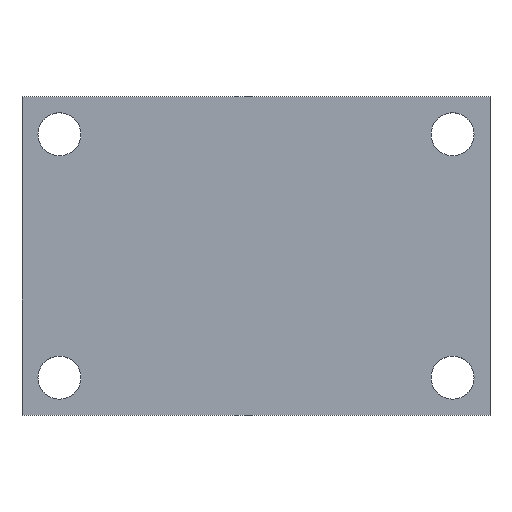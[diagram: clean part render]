
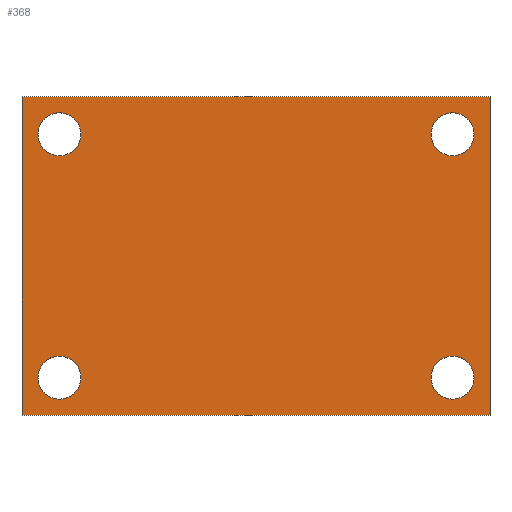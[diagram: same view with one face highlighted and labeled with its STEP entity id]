
A CAD part, top view. The second image highlights one B-rep face of the part: STEP entity #368.
In plain terms, the highlighted planar face has unit normal (0, 0, 1).
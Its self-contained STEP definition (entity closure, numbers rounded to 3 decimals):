
#22=FACE_BOUND('',#82,.T.);
#23=FACE_BOUND('',#83,.T.);
#24=FACE_BOUND('',#84,.T.);
#25=FACE_BOUND('',#85,.T.);
#36=PLANE('',#417);
#55=FACE_OUTER_BOUND('',#81,.T.);
#81=EDGE_LOOP('',(#334,#335,#336,#337));
#82=EDGE_LOOP('',(#338));
#83=EDGE_LOOP('',(#339));
#84=EDGE_LOOP('',(#340));
#85=EDGE_LOOP('',(#341));
#110=LINE('',#608,#142);
#113=LINE('',#613,#145);
#115=LINE('',#617,#147);
#117=LINE('',#620,#149);
#142=VECTOR('',#506,10.);
#145=VECTOR('',#511,10.);
#147=VECTOR('',#515,10.);
#149=VECTOR('',#519,10.);
#162=CIRCLE('',#406,1.15);
#163=CIRCLE('',#408,1.15);
#164=CIRCLE('',#410,1.15);
#165=CIRCLE('',#412,1.15);
#190=VERTEX_POINT('',#590);
#191=VERTEX_POINT('',#594);
#192=VERTEX_POINT('',#598);
#193=VERTEX_POINT('',#602);
#194=VERTEX_POINT('',#606);
#195=VERTEX_POINT('',#607);
#196=VERTEX_POINT('',#612);
#197=VERTEX_POINT('',#616);
#231=EDGE_CURVE('',#190,#190,#162,.T.);
#233=EDGE_CURVE('',#191,#191,#163,.T.);
#235=EDGE_CURVE('',#192,#192,#164,.T.);
#237=EDGE_CURVE('',#193,#193,#165,.T.);
#238=EDGE_CURVE('',#194,#195,#110,.T.);
#241=EDGE_CURVE('',#196,#194,#113,.T.);
#243=EDGE_CURVE('',#197,#196,#115,.T.);
#245=EDGE_CURVE('',#195,#197,#117,.T.);
#334=ORIENTED_EDGE('',*,*,#245,.F.);
#335=ORIENTED_EDGE('',*,*,#238,.F.);
#336=ORIENTED_EDGE('',*,*,#241,.F.);
#337=ORIENTED_EDGE('',*,*,#243,.F.);
#338=ORIENTED_EDGE('',*,*,#237,.F.);
#339=ORIENTED_EDGE('',*,*,#235,.F.);
#340=ORIENTED_EDGE('',*,*,#233,.F.);
#341=ORIENTED_EDGE('',*,*,#231,.F.);
#368=ADVANCED_FACE('',(#55,#22,#23,#24,#25),#36,.F.);
#406=AXIS2_PLACEMENT_3D('',#592,#487,#488);
#408=AXIS2_PLACEMENT_3D('',#596,#492,#493);
#410=AXIS2_PLACEMENT_3D('',#600,#497,#498);
#412=AXIS2_PLACEMENT_3D('',#604,#502,#503);
#417=AXIS2_PLACEMENT_3D('',#621,#520,#521);
#487=DIRECTION('center_axis',(0.,0.,1.));
#488=DIRECTION('ref_axis',(1.,0.,0.));
#492=DIRECTION('center_axis',(0.,0.,1.));
#493=DIRECTION('ref_axis',(1.,0.,0.));
#497=DIRECTION('center_axis',(0.,0.,1.));
#498=DIRECTION('ref_axis',(1.,0.,0.));
#502=DIRECTION('center_axis',(0.,0.,1.));
#503=DIRECTION('ref_axis',(1.,0.,0.));
#506=DIRECTION('',(0.,1.,0.));
#511=DIRECTION('',(-1.,0.,0.));
#515=DIRECTION('',(0.,-1.,0.));
#519=DIRECTION('',(1.,0.,0.));
#520=DIRECTION('center_axis',(0.,0.,-1.));
#521=DIRECTION('ref_axis',(1.,0.,0.));
#590=CARTESIAN_POINT('',(0.85,15.,-1.));
#592=CARTESIAN_POINT('Origin',(2.,15.,-1.));
#594=CARTESIAN_POINT('',(0.85,2.,-1.));
#596=CARTESIAN_POINT('Origin',(2.,2.,-1.));
#598=CARTESIAN_POINT('',(21.85,15.,-1.));
#600=CARTESIAN_POINT('Origin',(23.,15.,-1.));
#602=CARTESIAN_POINT('',(21.85,2.,-1.));
#604=CARTESIAN_POINT('Origin',(23.,2.,-1.));
#606=CARTESIAN_POINT('',(0.,0.,-1.));
#607=CARTESIAN_POINT('',(0.,17.,-1.));
#608=CARTESIAN_POINT('',(0.,0.,-1.));
#612=CARTESIAN_POINT('',(25.,0.,-1.));
#613=CARTESIAN_POINT('',(25.,0.,-1.));
#616=CARTESIAN_POINT('',(25.,17.,-1.));
#617=CARTESIAN_POINT('',(25.,24.,-1.));
#620=CARTESIAN_POINT('',(0.,17.,-1.));
#621=CARTESIAN_POINT('Origin',(12.5,8.5,-1.));
